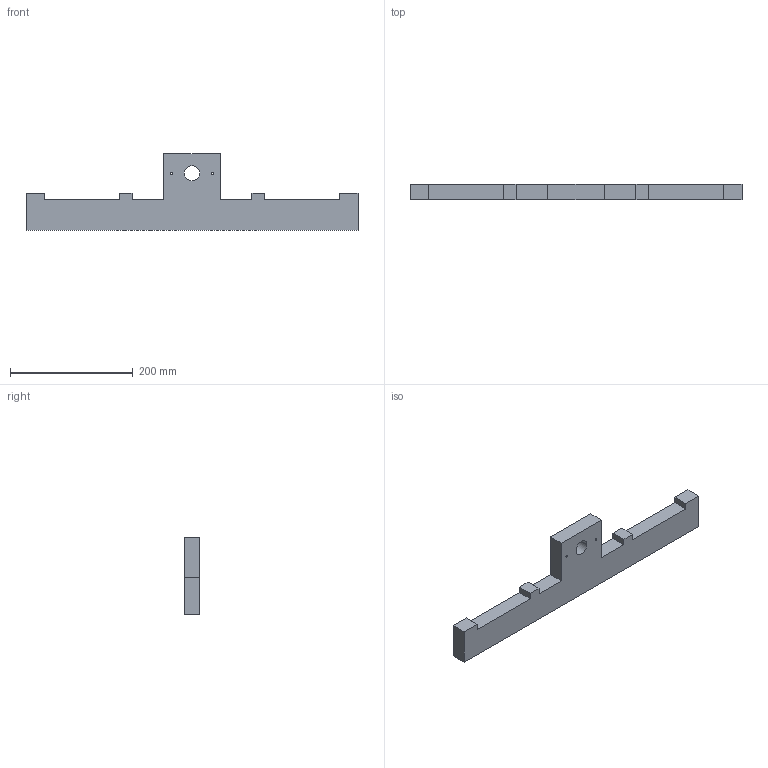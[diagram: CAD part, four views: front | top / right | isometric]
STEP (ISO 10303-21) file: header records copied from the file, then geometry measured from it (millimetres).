
FILE_DESCRIPTION((''),'2;1');
FILE_NAME('DIANMUZIJU','2017-10-13T',('Administrator'),(''),'PRO/ENGINEER BY PARAMETRIC TECHNOLOGY CORPORATION, 2008380','PRO/ENGINEER BY PARAMETRIC TECHNOLOGY CORPORATION, 2008380','');
FILE_SCHEMA(('CONFIG_CONTROL_DESIGN'));
Length unit declared in the file: millimetre
Products named in the file (1): DIANMUZIJU
Bounding box: 540 x 25 x 125 mm (x, y, z)
Volume: 862921.1 mm3; surface area: 107015.5 mm2
Topology: 1 solids, 1 shells, 28 faces, 78 edges, 52 vertices
Faces by surface type: plane 22, cylinder 6
Entity records: 944 total; most frequent: CARTESIAN_POINT 158, ORIENTED_EDGE 156, DIRECTION 146, EDGE_CURVE 78, VECTOR 66, LINE 66, VERTEX_POINT 52, AXIS2_PLACEMENT_3D 40
